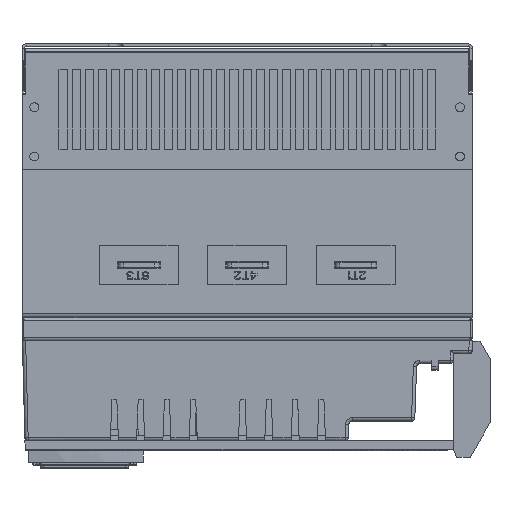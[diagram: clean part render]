
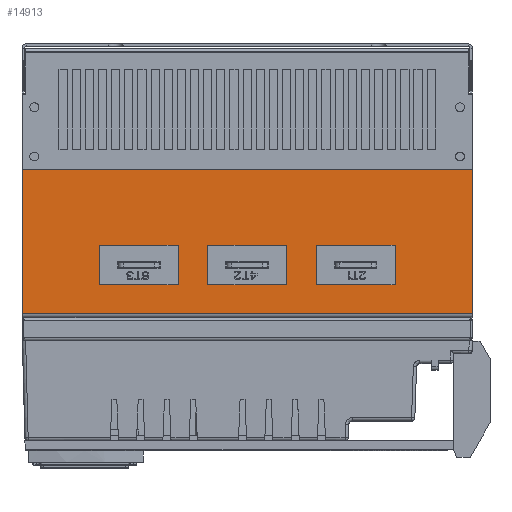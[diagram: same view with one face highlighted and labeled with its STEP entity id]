
A CAD part, left-side view. The second image highlights one B-rep face of the part: STEP entity #14913.
In plain terms, the highlighted planar face has unit normal (-1, 0, 0).
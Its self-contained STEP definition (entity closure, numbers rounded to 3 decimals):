
#349 = DIRECTION ( 'NONE',  ( 0., 0., -1. ) ) ;
#1134 = CARTESIAN_POINT ( 'NONE',  ( 29., 179., -146.5 ) ) ;
#1724 = CARTESIAN_POINT ( 'NONE',  ( 29., 227., -122.5 ) ) ;
#2095 = DIRECTION ( 'NONE',  ( 0., 1., 0. ) ) ;
#3886 = EDGE_CURVE ( 'NONE', #66075, #52094, #72022, .T. ) ;
#4189 = VECTOR ( 'NONE', #78022, 1000. ) ;
#4553 = CARTESIAN_POINT ( 'NONE',  ( 29., 161., -146.5 ) ) ;
#5451 = ORIENTED_EDGE ( 'NONE', *, *, #64492, .F. ) ;
#6987 = ORIENTED_EDGE ( 'NONE', *, *, #13428, .F. ) ;
#7739 = LINE ( 'NONE', #58132, #59147 ) ;
#8650 = EDGE_LOOP ( 'NONE', ( #34455, #57230, #46994, #5451 ) ) ;
#8991 = LINE ( 'NONE', #1724, #73153 ) ;
#9393 = CARTESIAN_POINT ( 'NONE',  ( 29., 161., -146.5 ) ) ;
#9410 = CARTESIAN_POINT ( 'NONE',  ( 29., 113., -122.5 ) ) ;
#10427 = CARTESIAN_POINT ( 'NONE',  ( 29., 0., -164.25 ) ) ;
#10532 = EDGE_CURVE ( 'NONE', #106543, #32245, #7739, .T. ) ;
#10819 = EDGE_LOOP ( 'NONE', ( #51996, #102495, #34534, #70355 ) ) ;
#13032 = VECTOR ( 'NONE', #79608, 1000. ) ;
#13428 = EDGE_CURVE ( 'NONE', #49184, #106543, #8991, .T. ) ;
#13698 = EDGE_CURVE ( 'NONE', #79222, #66075, #44247, .T. ) ;
#13705 = CARTESIAN_POINT ( 'NONE',  ( 29., 47., -146.5 ) ) ;
#13871 = VERTEX_POINT ( 'NONE', #16013 ) ;
#14012 = CARTESIAN_POINT ( 'NONE',  ( 29., 179., -122.5 ) ) ;
#14306 = VECTOR ( 'NONE', #93944, 1000. ) ;
#14913 = ADVANCED_FACE ( 'NONE', ( #93463, #26489, #44132, #17639 ), #77358, .T. ) ;
#16013 = CARTESIAN_POINT ( 'NONE',  ( 29., 179., -122.5 ) ) ;
#17639 = FACE_BOUND ( 'NONE', #61254, .T. ) ;
#18350 = DIRECTION ( 'NONE',  ( 0., 1., 0. ) ) ;
#20133 = ORIENTED_EDGE ( 'NONE', *, *, #92845, .F. ) ;
#21354 = CARTESIAN_POINT ( 'NONE',  ( 29., 161., -122.5 ) ) ;
#21391 = DIRECTION ( 'NONE',  ( 0., 1., 0. ) ) ;
#26160 = ORIENTED_EDGE ( 'NONE', *, *, #88230, .F. ) ;
#26350 = ORIENTED_EDGE ( 'NONE', *, *, #13698, .F. ) ;
#26489 = FACE_OUTER_BOUND ( 'NONE', #10819, .T. ) ;
#26577 = VERTEX_POINT ( 'NONE', #21354 ) ;
#27082 = DIRECTION ( 'NONE',  ( 0., 0., -1. ) ) ;
#27511 = CARTESIAN_POINT ( 'NONE',  ( 29., 0., -164.25 ) ) ;
#28344 = VECTOR ( 'NONE', #56666, 1000. ) ;
#30360 = VERTEX_POINT ( 'NONE', #32514 ) ;
#30438 = CARTESIAN_POINT ( 'NONE',  ( 29., 0., -164.25 ) ) ;
#31050 = VERTEX_POINT ( 'NONE', #27511 ) ;
#32127 = CARTESIAN_POINT ( 'NONE',  ( 29., 113., -146.5 ) ) ;
#32245 = VERTEX_POINT ( 'NONE', #1134 ) ;
#32274 = VECTOR ( 'NONE', #89682, 1000. ) ;
#32514 = CARTESIAN_POINT ( 'NONE',  ( 29., 95., -146.5 ) ) ;
#34455 = ORIENTED_EDGE ( 'NONE', *, *, #103484, .F. ) ;
#34534 = ORIENTED_EDGE ( 'NONE', *, *, #106563, .T. ) ;
#35816 = LINE ( 'NONE', #85084, #14306 ) ;
#36014 = VERTEX_POINT ( 'NONE', #67713 ) ;
#37235 = CARTESIAN_POINT ( 'NONE',  ( 29., 95., -146.5 ) ) ;
#37533 = VECTOR ( 'NONE', #66315, 1000. ) ;
#37779 = VERTEX_POINT ( 'NONE', #68317 ) ;
#41532 = DIRECTION ( 'NONE',  ( 0., -1., 0. ) ) ;
#42990 = VECTOR ( 'NONE', #21391, 1000. ) ;
#44132 = FACE_BOUND ( 'NONE', #73913, .T. ) ;
#44247 = LINE ( 'NONE', #9393, #4189 ) ;
#45059 = VERTEX_POINT ( 'NONE', #96552 ) ;
#45283 = VECTOR ( 'NONE', #18350, 1000. ) ;
#45297 = VERTEX_POINT ( 'NONE', #46500 ) ;
#45508 = LINE ( 'NONE', #37235, #51100 ) ;
#46056 = DIRECTION ( 'NONE',  ( 0., -1., 0. ) ) ;
#46500 = CARTESIAN_POINT ( 'NONE',  ( 29., 274., -76.5 ) ) ;
#46994 = ORIENTED_EDGE ( 'NONE', *, *, #50235, .F. ) ;
#47330 = CARTESIAN_POINT ( 'NONE',  ( 29., 0., -76.5 ) ) ;
#47752 = DIRECTION ( 'NONE',  ( 0., 1., 0. ) ) ;
#47872 = LINE ( 'NONE', #47330, #42990 ) ;
#48092 = CARTESIAN_POINT ( 'NONE',  ( 29., 0., -76.5 ) ) ;
#49184 = VERTEX_POINT ( 'NONE', #82405 ) ;
#49546 = EDGE_CURVE ( 'NONE', #30360, #45059, #45508, .T. ) ;
#49649 = ORIENTED_EDGE ( 'NONE', *, *, #10532, .F. ) ;
#50235 = EDGE_CURVE ( 'NONE', #37779, #30360, #60200, .T. ) ;
#50647 = VECTOR ( 'NONE', #85653, 1000. ) ;
#51100 = VECTOR ( 'NONE', #46056, 1000. ) ;
#51996 = ORIENTED_EDGE ( 'NONE', *, *, #54185, .F. ) ;
#52094 = VERTEX_POINT ( 'NONE', #74673 ) ;
#54185 = EDGE_CURVE ( 'NONE', #31050, #36014, #76308, .T. ) ;
#55494 = LINE ( 'NONE', #14012, #60744 ) ;
#55968 = EDGE_CURVE ( 'NONE', #32245, #13871, #35816, .T. ) ;
#56666 = DIRECTION ( 'NONE',  ( 0., 1., 0. ) ) ;
#57230 = ORIENTED_EDGE ( 'NONE', *, *, #49546, .F. ) ;
#58132 = CARTESIAN_POINT ( 'NONE',  ( 29., 227., -146.5 ) ) ;
#59147 = VECTOR ( 'NONE', #41532, 1000. ) ;
#59878 = DIRECTION ( 'NONE',  ( 0., 0., -1. ) ) ;
#60200 = LINE ( 'NONE', #62413, #65429 ) ;
#60744 = VECTOR ( 'NONE', #47752, 1000. ) ;
#60874 = LINE ( 'NONE', #9410, #45283 ) ;
#61254 = EDGE_LOOP ( 'NONE', ( #87172, #49649, #6987, #26160 ) ) ;
#62413 = CARTESIAN_POINT ( 'NONE',  ( 29., 95., -122.5 ) ) ;
#64492 = EDGE_CURVE ( 'NONE', #97978, #37779, #81619, .T. ) ;
#65429 = VECTOR ( 'NONE', #27082, 1000. ) ;
#66075 = VERTEX_POINT ( 'NONE', #90205 ) ;
#66315 = DIRECTION ( 'NONE',  ( 0., 0., 1. ) ) ;
#66825 = VECTOR ( 'NONE', #2095, 1000. ) ;
#67001 = CARTESIAN_POINT ( 'NONE',  ( 29., 274., -76.5 ) ) ;
#67713 = CARTESIAN_POINT ( 'NONE',  ( 29., 274., -164.25 ) ) ;
#68317 = CARTESIAN_POINT ( 'NONE',  ( 29., 95., -122.5 ) ) ;
#70355 = ORIENTED_EDGE ( 'NONE', *, *, #78135, .T. ) ;
#71874 = LINE ( 'NONE', #13705, #13032 ) ;
#72022 = LINE ( 'NONE', #32127, #32274 ) ;
#73153 = VECTOR ( 'NONE', #59878, 1000. ) ;
#73913 = EDGE_LOOP ( 'NONE', ( #95779, #26350, #20133, #76823 ) ) ;
#74673 = CARTESIAN_POINT ( 'NONE',  ( 29., 113., -122.5 ) ) ;
#76308 = LINE ( 'NONE', #10427, #66825 ) ;
#76823 = ORIENTED_EDGE ( 'NONE', *, *, #108044, .F. ) ;
#77358 = PLANE ( 'NONE',  #78499 ) ;
#78022 = DIRECTION ( 'NONE',  ( 0., -1., 0. ) ) ;
#78135 = EDGE_CURVE ( 'NONE', #45297, #36014, #86359, .T. ) ;
#78285 = EDGE_CURVE ( 'NONE', #31050, #106935, #100065, .T. ) ;
#78499 = AXIS2_PLACEMENT_3D ( 'NONE', #109485, #85678, #349 ) ;
#79222 = VERTEX_POINT ( 'NONE', #4553 ) ;
#79608 = DIRECTION ( 'NONE',  ( 0., 0., 1. ) ) ;
#81619 = LINE ( 'NONE', #88278, #28344 ) ;
#82405 = CARTESIAN_POINT ( 'NONE',  ( 29., 227., -122.5 ) ) ;
#85084 = CARTESIAN_POINT ( 'NONE',  ( 29., 179., -146.5 ) ) ;
#85653 = DIRECTION ( 'NONE',  ( 0., 0., -1. ) ) ;
#85678 = DIRECTION ( 'NONE',  ( -1., 0., 0. ) ) ;
#86359 = LINE ( 'NONE', #67001, #99274 ) ;
#86748 = CARTESIAN_POINT ( 'NONE',  ( 29., 161., -122.5 ) ) ;
#87172 = ORIENTED_EDGE ( 'NONE', *, *, #55968, .F. ) ;
#88230 = EDGE_CURVE ( 'NONE', #13871, #49184, #55494, .T. ) ;
#88278 = CARTESIAN_POINT ( 'NONE',  ( 29., 47., -122.5 ) ) ;
#89682 = DIRECTION ( 'NONE',  ( 0., 0., 1. ) ) ;
#89837 = CARTESIAN_POINT ( 'NONE',  ( 29., 47., -122.5 ) ) ;
#90205 = CARTESIAN_POINT ( 'NONE',  ( 29., 113., -146.5 ) ) ;
#92845 = EDGE_CURVE ( 'NONE', #26577, #79222, #95632, .T. ) ;
#93463 = FACE_BOUND ( 'NONE', #8650, .T. ) ;
#93944 = DIRECTION ( 'NONE',  ( 0., 0., 1. ) ) ;
#95632 = LINE ( 'NONE', #86748, #50647 ) ;
#95779 = ORIENTED_EDGE ( 'NONE', *, *, #3886, .F. ) ;
#96552 = CARTESIAN_POINT ( 'NONE',  ( 29., 47., -146.5 ) ) ;
#97978 = VERTEX_POINT ( 'NONE', #89837 ) ;
#99274 = VECTOR ( 'NONE', #100756, 1000. ) ;
#100065 = LINE ( 'NONE', #30438, #37533 ) ;
#100756 = DIRECTION ( 'NONE',  ( 0., 0., -1. ) ) ;
#102495 = ORIENTED_EDGE ( 'NONE', *, *, #78285, .T. ) ;
#103484 = EDGE_CURVE ( 'NONE', #45059, #97978, #71874, .T. ) ;
#103869 = CARTESIAN_POINT ( 'NONE',  ( 29., 227., -146.5 ) ) ;
#106543 = VERTEX_POINT ( 'NONE', #103869 ) ;
#106563 = EDGE_CURVE ( 'NONE', #106935, #45297, #47872, .T. ) ;
#106935 = VERTEX_POINT ( 'NONE', #48092 ) ;
#108044 = EDGE_CURVE ( 'NONE', #52094, #26577, #60874, .T. ) ;
#109485 = CARTESIAN_POINT ( 'NONE',  ( 29., 274., -77. ) ) ;
